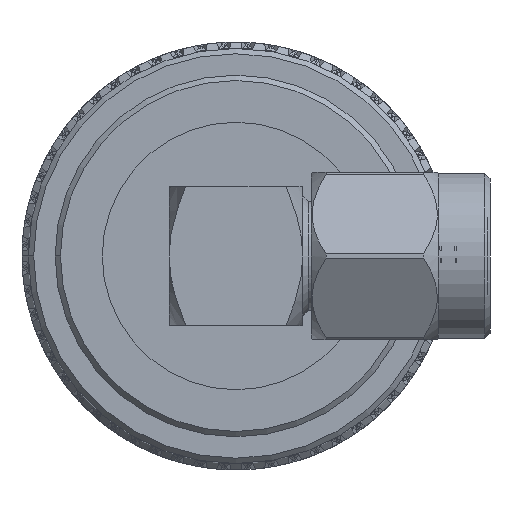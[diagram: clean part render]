
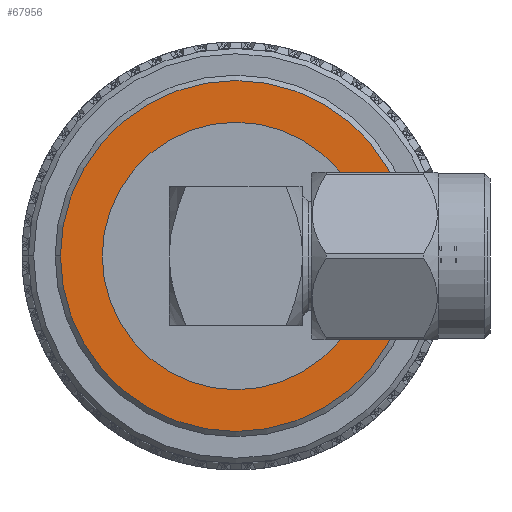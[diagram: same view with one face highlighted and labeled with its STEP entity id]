
A CAD part, left-side view. The second image highlights one B-rep face of the part: STEP entity #67956.
In plain terms, the highlighted face is planar.
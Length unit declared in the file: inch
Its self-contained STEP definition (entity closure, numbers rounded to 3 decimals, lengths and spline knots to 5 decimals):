
#601 = CARTESIAN_POINT ( 'NONE',  ( 0.67383, 0., 0. ) ) ;
#2585 = EDGE_CURVE ( 'NONE', #21396, #44422, #81857, .T. ) ;
#2925 = ORIENTED_EDGE ( 'NONE', *, *, #26090, .T. ) ;
#3826 = CARTESIAN_POINT ( 'NONE',  ( 0.67383, -0.32809, 0. ) ) ;
#4761 = DIRECTION ( 'NONE',  ( 0., 1., 0. ) ) ;
#9371 = DIRECTION ( 'NONE',  ( 1., 0., 0. ) ) ;
#11991 = DIRECTION ( 'NONE',  ( 1., 0., 0. ) ) ;
#12792 = FACE_OUTER_BOUND ( 'NONE', #88277, .T. ) ;
#13383 = CARTESIAN_POINT ( 'NONE',  ( 0.67383, 0.25, 0. ) ) ;
#15728 = DIRECTION ( 'NONE',  ( 0., 1., 0. ) ) ;
#20024 = DIRECTION ( 'NONE',  ( 0., 1., 0. ) ) ;
#21396 = VERTEX_POINT ( 'NONE', #3826 ) ;
#26090 = EDGE_CURVE ( 'NONE', #44422, #21396, #63012, .T. ) ;
#28333 = EDGE_CURVE ( 'NONE', #36080, #98323, #76603, .T. ) ;
#31102 = DIRECTION ( 'NONE',  ( 1., 0., 0. ) ) ;
#31477 = FACE_BOUND ( 'NONE', #82872, .T. ) ;
#35834 = ORIENTED_EDGE ( 'NONE', *, *, #2585, .T. ) ;
#36080 = VERTEX_POINT ( 'NONE', #13383 ) ;
#38769 = PLANE ( 'NONE',  #64339 ) ;
#43678 = CARTESIAN_POINT ( 'NONE',  ( 0.67383, 0., 0. ) ) ;
#44340 = CARTESIAN_POINT ( 'NONE',  ( 0.67383, 0.32809, 0. ) ) ;
#44422 = VERTEX_POINT ( 'NONE', #44340 ) ;
#44498 = ORIENTED_EDGE ( 'NONE', *, *, #28333, .F. ) ;
#52836 = CIRCLE ( 'NONE', #101328, 0.25 ) ;
#53229 = DIRECTION ( 'NONE',  ( 1., 0., 0. ) ) ;
#56905 = CARTESIAN_POINT ( 'NONE',  ( 0.67383, 0., 0. ) ) ;
#61250 = ORIENTED_EDGE ( 'NONE', *, *, #75930, .F. ) ;
#63012 = CIRCLE ( 'NONE', #66385, 0.32809 ) ;
#64339 = AXIS2_PLACEMENT_3D ( 'NONE', #78958, #31102, #95050 ) ;
#66385 = AXIS2_PLACEMENT_3D ( 'NONE', #43678, #11991, #20024 ) ;
#67956 = ADVANCED_FACE ( 'NONE', ( #31477, #12792 ), #38769, .T. ) ;
#73009 = DIRECTION ( 'NONE',  ( 0., 1., 0. ) ) ;
#74694 = AXIS2_PLACEMENT_3D ( 'NONE', #93449, #53229, #4761 ) ;
#75930 = EDGE_CURVE ( 'NONE', #98323, #36080, #52836, .T. ) ;
#76603 = CIRCLE ( 'NONE', #94830, 0.25 ) ;
#78958 = CARTESIAN_POINT ( 'NONE',  ( 0.67383, 0.33809, 0. ) ) ;
#81857 = CIRCLE ( 'NONE', #74694, 0.32809 ) ;
#82872 = EDGE_LOOP ( 'NONE', ( #44498, #61250 ) ) ;
#88277 = EDGE_LOOP ( 'NONE', ( #35834, #2925 ) ) ;
#89096 = DIRECTION ( 'NONE',  ( 1., 0., 0. ) ) ;
#89931 = CARTESIAN_POINT ( 'NONE',  ( 0.67383, -0.25, 0. ) ) ;
#93449 = CARTESIAN_POINT ( 'NONE',  ( 0.67383, 0., 0. ) ) ;
#94830 = AXIS2_PLACEMENT_3D ( 'NONE', #601, #9371, #15728 ) ;
#95050 = DIRECTION ( 'NONE',  ( 0., 1., 0. ) ) ;
#98323 = VERTEX_POINT ( 'NONE', #89931 ) ;
#101328 = AXIS2_PLACEMENT_3D ( 'NONE', #56905, #89096, #73009 ) ;
